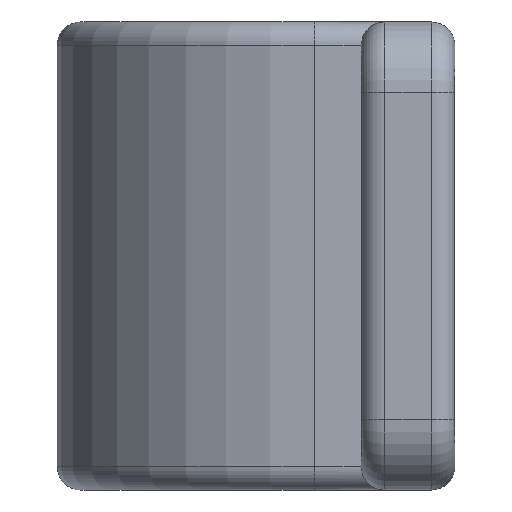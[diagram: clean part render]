
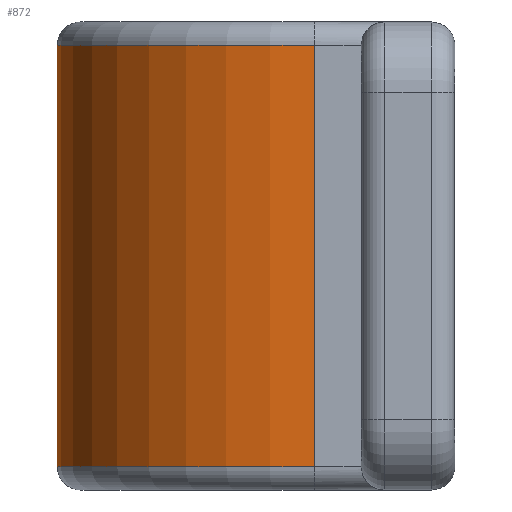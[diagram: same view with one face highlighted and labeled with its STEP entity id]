
A CAD part, left-side view. The second image highlights one B-rep face of the part: STEP entity #872.
In plain terms, the highlighted cylindrical face has radius 5.5 mm (diameter 11 mm), a partial arc.
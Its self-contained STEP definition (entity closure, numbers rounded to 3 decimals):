
#41 = EDGE_CURVE ( 'NONE', #52, #209, #1264, .T. ) ;
#52 = VERTEX_POINT ( 'NONE', #122 ) ;
#94 = DIRECTION ( 'NONE',  ( 0., 0., -1. ) ) ;
#122 = CARTESIAN_POINT ( 'NONE',  ( 5.5, 0., 0.5 ) ) ;
#139 = CIRCLE ( 'NONE', #963, 5.5 ) ;
#209 = VERTEX_POINT ( 'NONE', #567 ) ;
#244 = CARTESIAN_POINT ( 'NONE',  ( 0., 0., 9.5 ) ) ;
#273 = EDGE_CURVE ( 'NONE', #962, #209, #735, .T. ) ;
#279 = LINE ( 'NONE', #1166, #424 ) ;
#303 = FACE_OUTER_BOUND ( 'NONE', #1388, .T. ) ;
#309 = VERTEX_POINT ( 'NONE', #1497 ) ;
#415 = CARTESIAN_POINT ( 'NONE',  ( 0., 0., 10. ) ) ;
#424 = VECTOR ( 'NONE', #929, 1000. ) ;
#471 = CYLINDRICAL_SURFACE ( 'NONE', #816, 5.5 ) ;
#490 = DIRECTION ( 'NONE',  ( 1., 0., 0. ) ) ;
#545 = ORIENTED_EDGE ( 'NONE', *, *, #41, .T. ) ;
#567 = CARTESIAN_POINT ( 'NONE',  ( -5.5, 0., 0.5 ) ) ;
#676 = DIRECTION ( 'NONE',  ( 0., 0., 1. ) ) ;
#735 = LINE ( 'NONE', #984, #1668 ) ;
#816 = AXIS2_PLACEMENT_3D ( 'NONE', #415, #867, #820 ) ;
#820 = DIRECTION ( 'NONE',  ( -1., 0., 0. ) ) ;
#867 = DIRECTION ( 'NONE',  ( 0., 0., -1. ) ) ;
#872 = ADVANCED_FACE ( 'NONE', ( #303 ), #471, .T. ) ;
#929 = DIRECTION ( 'NONE',  ( 0., 0., -1. ) ) ;
#962 = VERTEX_POINT ( 'NONE', #1622 ) ;
#963 = AXIS2_PLACEMENT_3D ( 'NONE', #244, #1012, #490 ) ;
#969 = AXIS2_PLACEMENT_3D ( 'NONE', #1200, #676, #1541 ) ;
#984 = CARTESIAN_POINT ( 'NONE',  ( -5.5, 0., 10. ) ) ;
#1012 = DIRECTION ( 'NONE',  ( 0., 0., -1. ) ) ;
#1059 = EDGE_CURVE ( 'NONE', #962, #309, #139, .T. ) ;
#1148 = EDGE_CURVE ( 'NONE', #309, #52, #279, .T. ) ;
#1166 = CARTESIAN_POINT ( 'NONE',  ( 5.5, 0., 10. ) ) ;
#1196 = ORIENTED_EDGE ( 'NONE', *, *, #273, .F. ) ;
#1200 = CARTESIAN_POINT ( 'NONE',  ( 0., 0., 0.5 ) ) ;
#1245 = ORIENTED_EDGE ( 'NONE', *, *, #1059, .T. ) ;
#1264 = CIRCLE ( 'NONE', #969, 5.5 ) ;
#1388 = EDGE_LOOP ( 'NONE', ( #1196, #1245, #1543, #545 ) ) ;
#1497 = CARTESIAN_POINT ( 'NONE',  ( 5.5, 0., 9.5 ) ) ;
#1541 = DIRECTION ( 'NONE',  ( 1., 0., 0. ) ) ;
#1543 = ORIENTED_EDGE ( 'NONE', *, *, #1148, .T. ) ;
#1622 = CARTESIAN_POINT ( 'NONE',  ( -5.5, 0., 9.5 ) ) ;
#1668 = VECTOR ( 'NONE', #94, 1000. ) ;
